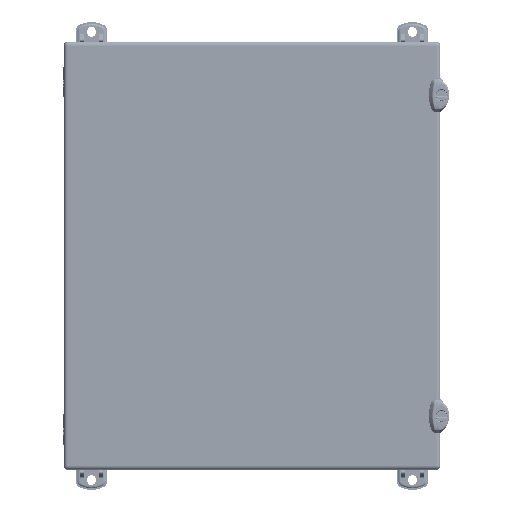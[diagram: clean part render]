
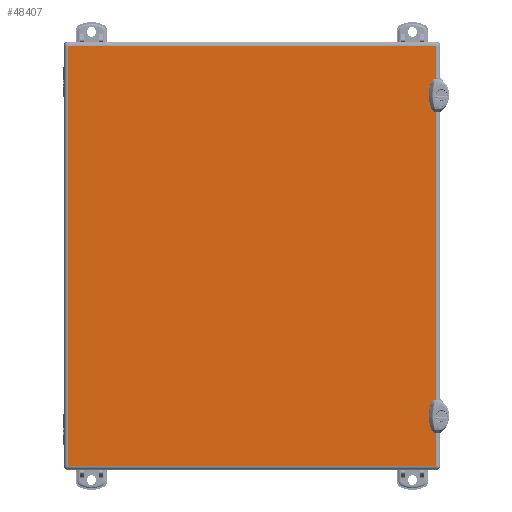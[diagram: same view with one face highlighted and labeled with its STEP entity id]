
A CAD part, top view. The second image highlights one B-rep face of the part: STEP entity #48407.
In plain terms, the highlighted planar face has unit normal (0, 0, 1).
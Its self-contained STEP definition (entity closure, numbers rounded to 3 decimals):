
#3269=PLANE('',#52594);
#4872=FACE_OUTER_BOUND('',#7887,.T.);
#7887=EDGE_LOOP('',(#36029,#36030,#36031,#36032,#36033,#36034,#36035,#36036,
#36037,#36038,#36039,#36040,#36041,#36042,#36043,#36044));
#11227=LINE('',#79020,#15295);
#11236=LINE('',#79049,#15304);
#11239=LINE('',#79058,#15307);
#11269=LINE('',#79144,#15337);
#11275=LINE('',#79161,#15343);
#11279=LINE('',#79174,#15347);
#11283=LINE('',#79186,#15351);
#11287=LINE('',#79201,#15355);
#11291=LINE('',#79211,#15359);
#11365=LINE('',#79487,#15433);
#11367=LINE('',#79496,#15435);
#11368=LINE('',#79502,#15436);
#15295=VECTOR('',#59243,0.394);
#15304=VECTOR('',#59268,0.394);
#15307=VECTOR('',#59277,0.394);
#15337=VECTOR('',#59359,0.394);
#15343=VECTOR('',#59375,0.394);
#15347=VECTOR('',#59389,0.394);
#15351=VECTOR('',#59401,0.394);
#15355=VECTOR('',#59419,0.394);
#15359=VECTOR('',#59431,0.394);
#15433=VECTOR('',#59651,0.394);
#15435=VECTOR('',#59663,0.394);
#15436=VECTOR('',#59674,0.394);
#18827=CIRCLE('',#52490,0.03);
#18829=CIRCLE('',#52494,0.03);
#18831=CIRCLE('',#52497,0.03);
#18833=CIRCLE('',#52501,0.03);
#21280=VERTEX_POINT('',#79016);
#21282=VERTEX_POINT('',#79019);
#21293=VERTEX_POINT('',#79046);
#21294=VERTEX_POINT('',#79048);
#21297=VERTEX_POINT('',#79056);
#21326=VERTEX_POINT('',#79141);
#21327=VERTEX_POINT('',#79143);
#21333=VERTEX_POINT('',#79159);
#21337=VERTEX_POINT('',#79172);
#21339=VERTEX_POINT('',#79179);
#21341=VERTEX_POINT('',#79185);
#21343=VERTEX_POINT('',#79194);
#21345=VERTEX_POINT('',#79200);
#21347=VERTEX_POINT('',#79206);
#21418=VERTEX_POINT('',#79481);
#21422=VERTEX_POINT('',#79494);
#26502=EDGE_CURVE('',#21282,#21280,#11227,.T.);
#26516=EDGE_CURVE('',#21293,#21294,#11236,.T.);
#26521=EDGE_CURVE('',#21297,#21280,#11239,.T.);
#26564=EDGE_CURVE('',#21327,#21326,#11269,.T.);
#26573=EDGE_CURVE('',#21333,#21326,#11275,.T.);
#26579=EDGE_CURVE('',#21293,#21337,#11279,.T.);
#26582=EDGE_CURVE('',#21339,#21282,#18827,.T.);
#26585=EDGE_CURVE('',#21341,#21339,#11283,.T.);
#26588=EDGE_CURVE('',#21337,#21341,#18829,.T.);
#26590=EDGE_CURVE('',#21343,#21327,#18831,.T.);
#26593=EDGE_CURVE('',#21345,#21343,#11287,.T.);
#26596=EDGE_CURVE('',#21347,#21345,#18833,.T.);
#26599=EDGE_CURVE('',#21297,#21347,#11291,.T.);
#26711=EDGE_CURVE('',#21294,#21418,#11365,.T.);
#26716=EDGE_CURVE('',#21422,#21333,#11367,.T.);
#26720=EDGE_CURVE('',#21418,#21422,#11368,.T.);
#36029=ORIENTED_EDGE('',*,*,#26502,.T.);
#36030=ORIENTED_EDGE('',*,*,#26521,.F.);
#36031=ORIENTED_EDGE('',*,*,#26599,.T.);
#36032=ORIENTED_EDGE('',*,*,#26596,.T.);
#36033=ORIENTED_EDGE('',*,*,#26593,.T.);
#36034=ORIENTED_EDGE('',*,*,#26590,.T.);
#36035=ORIENTED_EDGE('',*,*,#26564,.T.);
#36036=ORIENTED_EDGE('',*,*,#26573,.F.);
#36037=ORIENTED_EDGE('',*,*,#26716,.F.);
#36038=ORIENTED_EDGE('',*,*,#26720,.F.);
#36039=ORIENTED_EDGE('',*,*,#26711,.F.);
#36040=ORIENTED_EDGE('',*,*,#26516,.F.);
#36041=ORIENTED_EDGE('',*,*,#26579,.T.);
#36042=ORIENTED_EDGE('',*,*,#26588,.T.);
#36043=ORIENTED_EDGE('',*,*,#26585,.T.);
#36044=ORIENTED_EDGE('',*,*,#26582,.T.);
#48407=ADVANCED_FACE('',(#4872),#3269,.T.);
#52490=AXIS2_PLACEMENT_3D('',#79180,#59395,#59396);
#52494=AXIS2_PLACEMENT_3D('',#79190,#59407,#59408);
#52497=AXIS2_PLACEMENT_3D('',#79195,#59413,#59414);
#52501=AXIS2_PLACEMENT_3D('',#79207,#59425,#59426);
#52594=AXIS2_PLACEMENT_3D('',#79516,#59694,#59695);
#59243=DIRECTION('',(1.,0.,0.));
#59268=DIRECTION('',(0.,-1.,0.));
#59277=DIRECTION('',(0.,-1.,0.));
#59359=DIRECTION('',(1.,0.,0.));
#59375=DIRECTION('',(0.,-1.,0.));
#59389=DIRECTION('',(-1.,0.,0.));
#59395=DIRECTION('center_axis',(0.,0.,-1.));
#59396=DIRECTION('ref_axis',(0.,1.,0.));
#59401=DIRECTION('',(0.,1.,0.));
#59407=DIRECTION('center_axis',(0.,0.,-1.));
#59408=DIRECTION('ref_axis',(-1.,0.,0.));
#59413=DIRECTION('center_axis',(0.,0.,-1.));
#59414=DIRECTION('ref_axis',(0.,1.,0.));
#59419=DIRECTION('',(0.,1.,0.));
#59425=DIRECTION('center_axis',(0.,0.,-1.));
#59426=DIRECTION('ref_axis',(-1.,0.,0.));
#59431=DIRECTION('',(-1.,0.,0.));
#59651=DIRECTION('',(-1.,0.,0.));
#59663=DIRECTION('',(1.,0.,0.));
#59674=DIRECTION('',(0.,1.,0.));
#59694=DIRECTION('center_axis',(0.,0.,1.));
#59695=DIRECTION('ref_axis',(1.,0.,0.));
#79016=CARTESIAN_POINT('',(6.894,-5.438,0.053));
#79019=CARTESIAN_POINT('',(6.867,-5.438,0.053));
#79020=CARTESIAN_POINT('',(3.542,-5.438,0.053));
#79046=CARTESIAN_POINT('',(6.894,-6.563,0.053));
#79048=CARTESIAN_POINT('',(6.894,-7.854,0.053));
#79049=CARTESIAN_POINT('',(6.894,-3.927,0.053));
#79056=CARTESIAN_POINT('',(6.894,5.438,0.053));
#79058=CARTESIAN_POINT('',(6.894,-3.927,0.053));
#79141=CARTESIAN_POINT('',(6.894,6.563,0.053));
#79143=CARTESIAN_POINT('',(6.867,6.563,0.053));
#79144=CARTESIAN_POINT('',(3.542,6.563,0.053));
#79159=CARTESIAN_POINT('',(6.894,7.854,0.053));
#79161=CARTESIAN_POINT('',(6.894,-3.927,0.053));
#79172=CARTESIAN_POINT('',(6.867,-6.563,0.053));
#79174=CARTESIAN_POINT('',(3.433,-6.563,0.053));
#79179=CARTESIAN_POINT('',(6.837,-5.468,0.053));
#79180=CARTESIAN_POINT('Origin',(6.867,-5.468,0.053));
#79185=CARTESIAN_POINT('',(6.837,-6.533,0.053));
#79186=CARTESIAN_POINT('',(6.837,-2.734,0.053));
#79190=CARTESIAN_POINT('Origin',(6.867,-6.533,0.053));
#79194=CARTESIAN_POINT('',(6.837,6.533,0.053));
#79195=CARTESIAN_POINT('Origin',(6.867,6.533,0.053));
#79200=CARTESIAN_POINT('',(6.837,5.468,0.053));
#79201=CARTESIAN_POINT('',(6.837,3.266,0.053));
#79206=CARTESIAN_POINT('',(6.867,5.438,0.053));
#79207=CARTESIAN_POINT('Origin',(6.867,5.468,0.053));
#79211=CARTESIAN_POINT('',(3.433,5.438,0.053));
#79481=CARTESIAN_POINT('',(-6.894,-7.854,0.053));
#79487=CARTESIAN_POINT('',(-3.447,-7.854,0.053));
#79494=CARTESIAN_POINT('',(-6.894,7.854,0.053));
#79496=CARTESIAN_POINT('',(3.447,7.854,0.053));
#79502=CARTESIAN_POINT('',(-6.894,3.927,0.053));
#79516=CARTESIAN_POINT('Origin',(0.,0.,
0.053));
